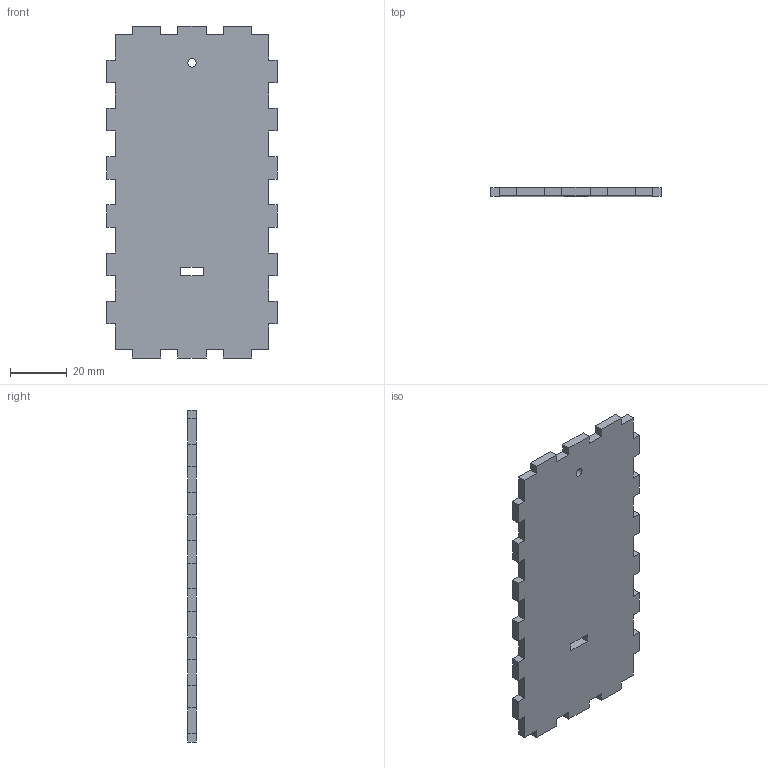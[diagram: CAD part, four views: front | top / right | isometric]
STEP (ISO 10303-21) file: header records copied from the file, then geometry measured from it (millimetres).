
FILE_DESCRIPTION( ( '' ), ' ' );
FILE_NAME( '5d68e5b5c97d4415fdf72f77.step', '2019-08-30T09:00:38', ( '' ), ( '' ), ' ', ' ', ' ' );
FILE_SCHEMA( ( 'AUTOMOTIVE_DESIGN { 1 0 10303 214 1 1 1 1 }' ) );
Length unit declared in the file: metre
Products named in the file (1): Part 1
Bounding box: 60 x 3 x 117 mm (x, y, z)
Volume: 19292.8 mm3; surface area: 14270.1 mm2
Topology: 1 solids, 1 shells, 83 faces, 243 edges, 162 vertices
Faces by surface type: plane 82, cylinder 1
Full cylindrical faces by diameter (mm): 3 x1
Entity records: 3382 total; most frequent: CARTESIAN_POINT 488, ORIENTED_EDGE 484, DIRECTION 412, EDGE_CURVE 242, LINE 240, VECTOR 240, VERTEX_POINT 162, EDGE_LOOP 88
